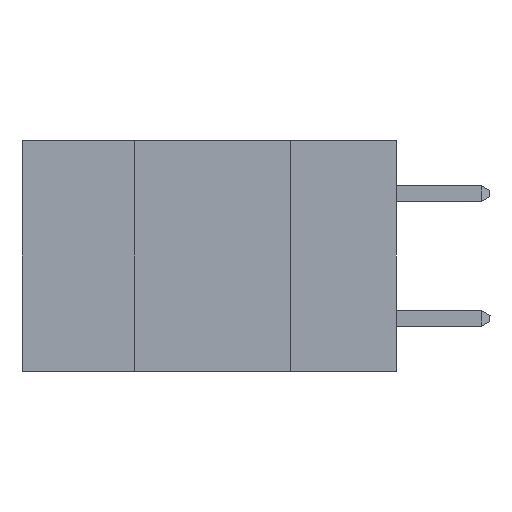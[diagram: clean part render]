
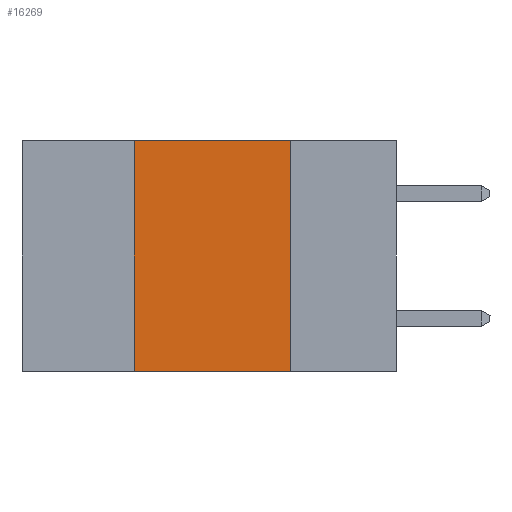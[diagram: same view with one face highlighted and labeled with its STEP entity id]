
A CAD part, left-side view. The second image highlights one B-rep face of the part: STEP entity #16269.
In plain terms, the highlighted planar face has unit normal (-1, 0, 0).
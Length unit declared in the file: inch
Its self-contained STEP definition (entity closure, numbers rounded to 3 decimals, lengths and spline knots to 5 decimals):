
#187 = EDGE_CURVE ( 'NONE', #14490, #21316, #5004, .T. ) ;
#527 = VECTOR ( 'NONE', #14277, 39.37008 ) ;
#816 = DIRECTION ( 'NONE',  ( 0., -1., 0. ) ) ;
#1762 = ORIENTED_EDGE ( 'NONE', *, *, #187, .F. ) ;
#3464 = EDGE_LOOP ( 'NONE', ( #1762, #10692, #15643, #19759 ) ) ;
#3691 = CARTESIAN_POINT ( 'NONE',  ( 0., 0.17, 0. ) ) ;
#4386 = FACE_OUTER_BOUND ( 'NONE', #3464, .T. ) ;
#4538 = LINE ( 'NONE', #7152, #17842 ) ;
#5004 = LINE ( 'NONE', #13550, #527 ) ;
#5751 = VERTEX_POINT ( 'NONE', #13268 ) ;
#6660 = CARTESIAN_POINT ( 'NONE',  ( 0., 0.6, 0. ) ) ;
#7152 = CARTESIAN_POINT ( 'NONE',  ( 0., 0.6, 0. ) ) ;
#7477 = CARTESIAN_POINT ( 'NONE',  ( 0., 0.6, -0.37 ) ) ;
#7802 = VECTOR ( 'NONE', #15482, 39.37008 ) ;
#8320 = LINE ( 'NONE', #10448, #7802 ) ;
#8339 = DIRECTION ( 'NONE',  ( 1., 0., 0. ) ) ;
#9659 = AXIS2_PLACEMENT_3D ( 'NONE', #6660, #8339, #19946 ) ;
#10448 = CARTESIAN_POINT ( 'NONE',  ( 0., 0.42, -0.37 ) ) ;
#10692 = ORIENTED_EDGE ( 'NONE', *, *, #18512, .F. ) ;
#11266 = VERTEX_POINT ( 'NONE', #13133 ) ;
#12591 = LINE ( 'NONE', #7477, #16472 ) ;
#13133 = CARTESIAN_POINT ( 'NONE',  ( 0., 0.42, 0. ) ) ;
#13268 = CARTESIAN_POINT ( 'NONE',  ( 0., 0.42, -0.37 ) ) ;
#13550 = CARTESIAN_POINT ( 'NONE',  ( 0., 0.17, -0.37 ) ) ;
#14277 = DIRECTION ( 'NONE',  ( 0., 0., -1. ) ) ;
#14490 = VERTEX_POINT ( 'NONE', #3691 ) ;
#15482 = DIRECTION ( 'NONE',  ( 0., 0., 1. ) ) ;
#15643 = ORIENTED_EDGE ( 'NONE', *, *, #21226, .F. ) ;
#16269 = ADVANCED_FACE ( 'NONE', ( #4386 ), #18307, .F. ) ;
#16472 = VECTOR ( 'NONE', #816, 39.37008 ) ;
#17842 = VECTOR ( 'NONE', #18795, 39.37008 ) ;
#18307 = PLANE ( 'NONE',  #9659 ) ;
#18512 = EDGE_CURVE ( 'NONE', #11266, #14490, #4538, .T. ) ;
#18795 = DIRECTION ( 'NONE',  ( 0., -1., 0. ) ) ;
#18932 = CARTESIAN_POINT ( 'NONE',  ( 0., 0.17, -0.37 ) ) ;
#19759 = ORIENTED_EDGE ( 'NONE', *, *, #20122, .T. ) ;
#19946 = DIRECTION ( 'NONE',  ( 0., 0., -1. ) ) ;
#20122 = EDGE_CURVE ( 'NONE', #5751, #21316, #12591, .T. ) ;
#21226 = EDGE_CURVE ( 'NONE', #5751, #11266, #8320, .T. ) ;
#21316 = VERTEX_POINT ( 'NONE', #18932 ) ;
